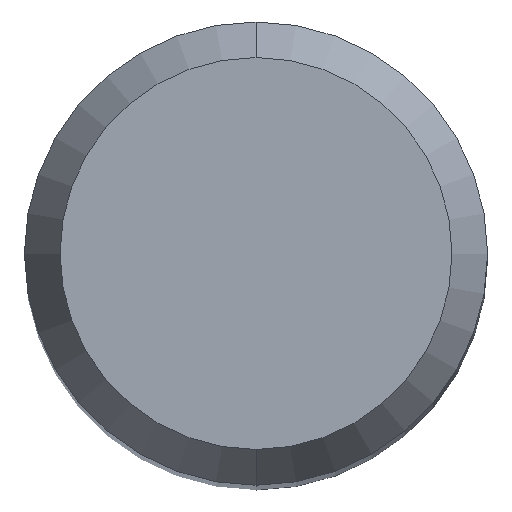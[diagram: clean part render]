
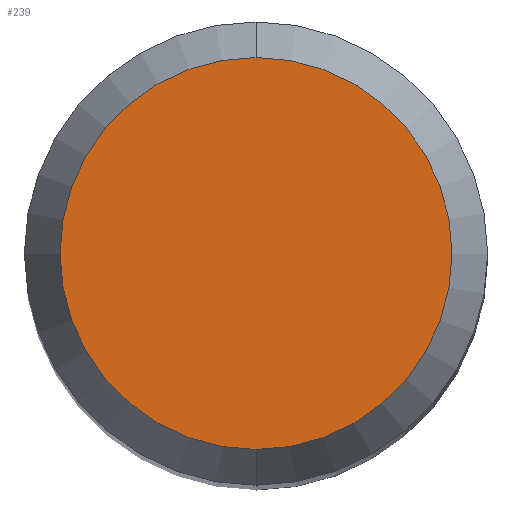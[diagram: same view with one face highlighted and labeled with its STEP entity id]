
A CAD part, top view. The second image highlights one B-rep face of the part: STEP entity #239.
In plain terms, the highlighted planar face has unit normal (0, 0, 1).
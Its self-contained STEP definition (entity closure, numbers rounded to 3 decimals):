
#239=ADVANCED_FACE('',(#602),#603,.T.);
#255=VERTEX_POINT('',#619);
#273=VERTEX_POINT('',#638);
#431=EDGE_CURVE('',#255,#273,#816,.T.);
#531=EDGE_CURVE('',#273,#255,#927,.T.);
#602=FACE_OUTER_BOUND('',#1067,.T.);
#603=PLANE('',#1068);
#619=CARTESIAN_POINT('',(0.,-2.538,0.0));
#638=CARTESIAN_POINT('',(0.0,2.538,0.0));
#816=CIRCLE('',#1453,2.538);
#927=CIRCLE('',#1635,2.538);
#1067=EDGE_LOOP('',(#1703,#1704));
#1068=AXIS2_PLACEMENT_3D('',#1705,#1706,#1707);
#1453=AXIS2_PLACEMENT_3D('',#1937,#1938,#1939);
#1635=AXIS2_PLACEMENT_3D('',#2077,#2078,#2079);
#1703=ORIENTED_EDGE('',*,*,#531,.F.);
#1704=ORIENTED_EDGE('',*,*,#431,.F.);
#1705=CARTESIAN_POINT('',(0.0,1.269,0.0));
#1706=DIRECTION('',(-0.0,0.0,1.0));
#1707=DIRECTION('',(0.0,-1.0,0.0));
#1937=CARTESIAN_POINT('',(0.0,0.0,0.0));
#1938=DIRECTION('',(0.0,0.0,-1.0));
#1939=DIRECTION('',(0.0,1.0,0.0));
#2077=CARTESIAN_POINT('',(0.0,0.0,0.0));
#2078=DIRECTION('',(0.0,0.0,-1.0));
#2079=DIRECTION('',(0.0,1.0,0.0));
